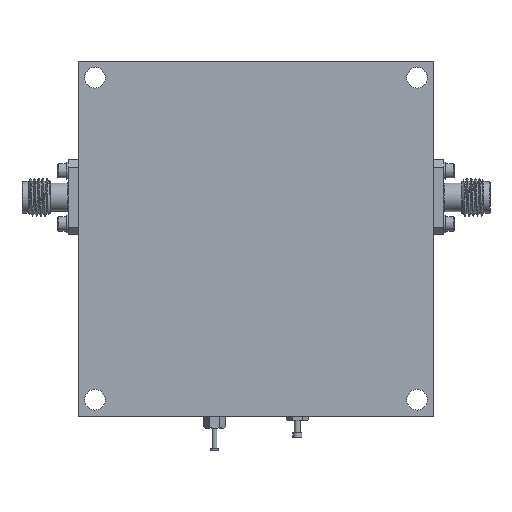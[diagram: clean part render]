
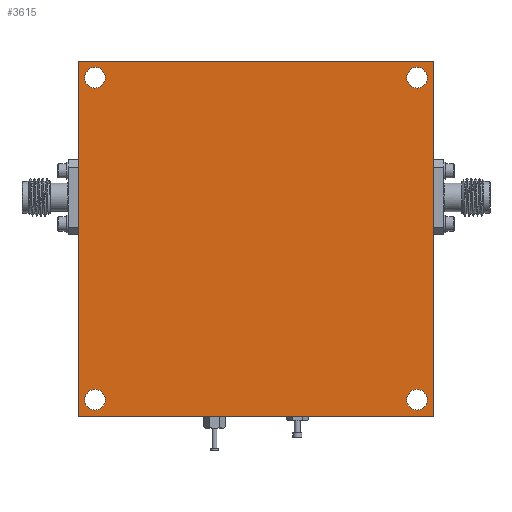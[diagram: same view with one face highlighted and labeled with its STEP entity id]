
A CAD part, front view. The second image highlights one B-rep face of the part: STEP entity #3615.
In plain terms, the highlighted planar face has unit normal (0, -1, 0).
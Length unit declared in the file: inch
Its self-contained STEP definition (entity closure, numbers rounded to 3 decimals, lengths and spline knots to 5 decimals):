
#65 = VERTEX_POINT ( 'NONE', #6695 ) ;
#317 = VERTEX_POINT ( 'NONE', #3153 ) ;
#397 = ORIENTED_EDGE ( 'NONE', *, *, #7387, .T. ) ;
#522 = CARTESIAN_POINT ( 'NONE',  ( 1.07087, -0.37402, -1.07087 ) ) ;
#581 = CIRCLE ( 'NONE', #7934, 0.0689 ) ;
#708 = ORIENTED_EDGE ( 'NONE', *, *, #7053, .F. ) ;
#1035 = LINE ( 'NONE', #8302, #3398 ) ;
#1209 = EDGE_LOOP ( 'NONE', ( #4272 ) ) ;
#1611 = ORIENTED_EDGE ( 'NONE', *, *, #5634, .F. ) ;
#1614 = CIRCLE ( 'NONE', #4829, 0.0689 ) ;
#1772 = EDGE_LOOP ( 'NONE', ( #708, #1611, #9425, #7810 ) ) ;
#1805 = CARTESIAN_POINT ( 'NONE',  ( -1.1811, -0.37402, 1.1811 ) ) ;
#1857 = DIRECTION ( 'NONE',  ( 0., 1., 0. ) ) ;
#2185 = EDGE_LOOP ( 'NONE', ( #3594 ) ) ;
#2253 = EDGE_CURVE ( 'NONE', #7253, #7253, #2277, .T. ) ;
#2277 = CIRCLE ( 'NONE', #4464, 0.0689 ) ;
#2493 = DIRECTION ( 'NONE',  ( 0., 0., 1. ) ) ;
#2532 = FACE_BOUND ( 'NONE', #1209, .T. ) ;
#3003 = LINE ( 'NONE', #6139, #8285 ) ;
#3153 = CARTESIAN_POINT ( 'NONE',  ( -1.07087, -0.37402, 1.13976 ) ) ;
#3184 = ORIENTED_EDGE ( 'NONE', *, *, #7967, .T. ) ;
#3368 = DIRECTION ( 'NONE',  ( 0., 0., -1. ) ) ;
#3398 = VECTOR ( 'NONE', #11145, 39.37008 ) ;
#3552 = AXIS2_PLACEMENT_3D ( 'NONE', #7328, #4545, #10019 ) ;
#3594 = ORIENTED_EDGE ( 'NONE', *, *, #2253, .T. ) ;
#3615 = ADVANCED_FACE ( 'NONE', ( #2532, #8652, #4948, #8917, #9502 ), #5565, .T. ) ;
#4272 = ORIENTED_EDGE ( 'NONE', *, *, #5858, .T. ) ;
#4341 = DIRECTION ( 'NONE',  ( 0., 0., 1. ) ) ;
#4452 = CARTESIAN_POINT ( 'NONE',  ( -1.07087, -0.37402, -1.07087 ) ) ;
#4464 = AXIS2_PLACEMENT_3D ( 'NONE', #4452, #10718, #11634 ) ;
#4545 = DIRECTION ( 'NONE',  ( 0., 1., 0. ) ) ;
#4776 = VERTEX_POINT ( 'NONE', #10587 ) ;
#4829 = AXIS2_PLACEMENT_3D ( 'NONE', #522, #1857, #4341 ) ;
#4948 = FACE_BOUND ( 'NONE', #9129, .T. ) ;
#5347 = LINE ( 'NONE', #7217, #7932 ) ;
#5427 = CIRCLE ( 'NONE', #3552, 0.0689 ) ;
#5565 = PLANE ( 'NONE',  #10102 ) ;
#5634 = EDGE_CURVE ( 'NONE', #9854, #8150, #5347, .T. ) ;
#5763 = EDGE_CURVE ( 'NONE', #8314, #4776, #6728, .T. ) ;
#5777 = CARTESIAN_POINT ( 'NONE',  ( -1.1811, -0.37402, -1.1811 ) ) ;
#5858 = EDGE_CURVE ( 'NONE', #317, #317, #581, .T. ) ;
#6139 = CARTESIAN_POINT ( 'NONE',  ( 1.1811, -0.37402, 1.1811 ) ) ;
#6186 = DIRECTION ( 'NONE',  ( 0., 1., 0. ) ) ;
#6459 = DIRECTION ( 'NONE',  ( 0., 0., -1. ) ) ;
#6695 = CARTESIAN_POINT ( 'NONE',  ( 1.07087, -0.37402, -1.00197 ) ) ;
#6728 = LINE ( 'NONE', #5777, #10636 ) ;
#6807 = CARTESIAN_POINT ( 'NONE',  ( 1.07087, -0.37402, 1.13976 ) ) ;
#6914 = EDGE_LOOP ( 'NONE', ( #3184 ) ) ;
#7053 = EDGE_CURVE ( 'NONE', #8150, #8314, #3003, .T. ) ;
#7217 = CARTESIAN_POINT ( 'NONE',  ( -1.1811, -0.37402, 1.1811 ) ) ;
#7253 = VERTEX_POINT ( 'NONE', #10111 ) ;
#7328 = CARTESIAN_POINT ( 'NONE',  ( 1.07087, -0.37402, 1.07087 ) ) ;
#7387 = EDGE_CURVE ( 'NONE', #65, #65, #1614, .T. ) ;
#7437 = DIRECTION ( 'NONE',  ( 0., -1., 0. ) ) ;
#7810 = ORIENTED_EDGE ( 'NONE', *, *, #5763, .F. ) ;
#7932 = VECTOR ( 'NONE', #8119, 39.37008 ) ;
#7934 = AXIS2_PLACEMENT_3D ( 'NONE', #7949, #6186, #2493 ) ;
#7949 = CARTESIAN_POINT ( 'NONE',  ( -1.07087, -0.37402, 1.07087 ) ) ;
#7967 = EDGE_CURVE ( 'NONE', #10751, #10751, #5427, .T. ) ;
#8119 = DIRECTION ( 'NONE',  ( 1., 0., 0. ) ) ;
#8150 = VERTEX_POINT ( 'NONE', #9590 ) ;
#8285 = VECTOR ( 'NONE', #3368, 39.37008 ) ;
#8302 = CARTESIAN_POINT ( 'NONE',  ( -1.1811, -0.37402, 1.1811 ) ) ;
#8314 = VERTEX_POINT ( 'NONE', #11596 ) ;
#8652 = FACE_BOUND ( 'NONE', #6914, .T. ) ;
#8917 = FACE_BOUND ( 'NONE', #2185, .T. ) ;
#9129 = EDGE_LOOP ( 'NONE', ( #397 ) ) ;
#9168 = CARTESIAN_POINT ( 'NONE',  ( 0., -0.37402, 0. ) ) ;
#9425 = ORIENTED_EDGE ( 'NONE', *, *, #10891, .F. ) ;
#9502 = FACE_OUTER_BOUND ( 'NONE', #1772, .T. ) ;
#9590 = CARTESIAN_POINT ( 'NONE',  ( 1.1811, -0.37402, 1.1811 ) ) ;
#9854 = VERTEX_POINT ( 'NONE', #1805 ) ;
#10019 = DIRECTION ( 'NONE',  ( 0., 0., 1. ) ) ;
#10102 = AXIS2_PLACEMENT_3D ( 'NONE', #9168, #7437, #6459 ) ;
#10111 = CARTESIAN_POINT ( 'NONE',  ( -1.07087, -0.37402, -1.00197 ) ) ;
#10587 = CARTESIAN_POINT ( 'NONE',  ( -1.1811, -0.37402, -1.1811 ) ) ;
#10636 = VECTOR ( 'NONE', #11164, 39.37008 ) ;
#10718 = DIRECTION ( 'NONE',  ( 0., 1., 0. ) ) ;
#10751 = VERTEX_POINT ( 'NONE', #6807 ) ;
#10891 = EDGE_CURVE ( 'NONE', #4776, #9854, #1035, .T. ) ;
#11145 = DIRECTION ( 'NONE',  ( 0., 0., 1. ) ) ;
#11164 = DIRECTION ( 'NONE',  ( -1., 0., 0. ) ) ;
#11596 = CARTESIAN_POINT ( 'NONE',  ( 1.1811, -0.37402, -1.1811 ) ) ;
#11634 = DIRECTION ( 'NONE',  ( 0., 0., 1. ) ) ;
